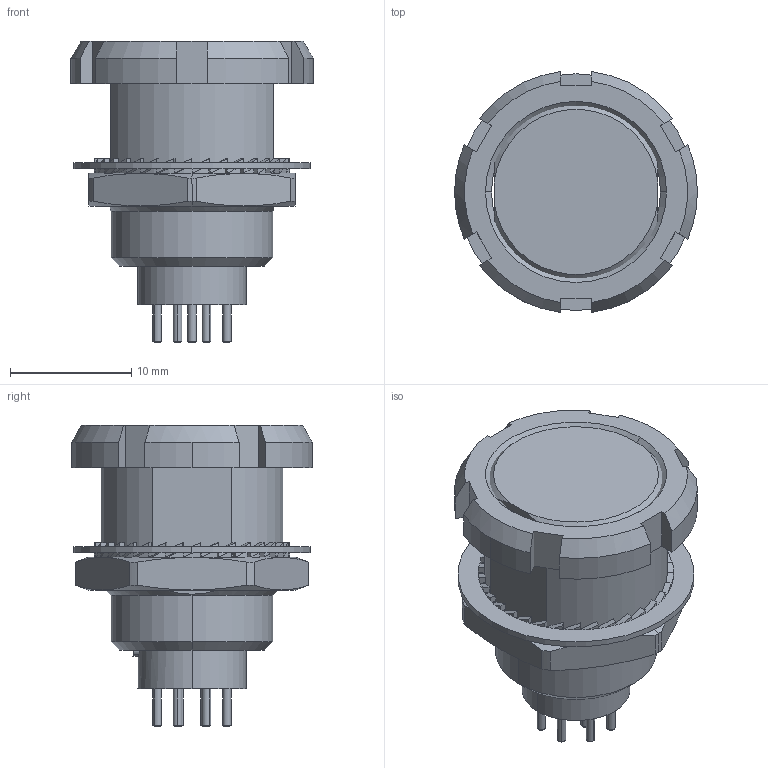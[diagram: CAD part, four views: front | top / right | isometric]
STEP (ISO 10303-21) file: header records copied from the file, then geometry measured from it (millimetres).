
FILE_DESCRIPTION(('STEP AP214'),'1');
FILE_NAME(' ',' ',('TraceParts'),('TraceParts S.A.'),'XStep 1.0',' ',' ');
FILE_SCHEMA(('automotive_design'));
Length unit declared in the file: millimetre
Products named in the file (4): ECZ.2B.310.CLN|ECZ.2B.310.CLN:1;ECZ.2B.310.CLN; ECZ.2B.310.CLN|GEG.2S.240.LC:1;GEG.2S.240.LC; ECZ.2B.310.CLN|GBA.2S.250.FN:1;GBA.2S.250.FN; ECZ.2B.310.CLN|GEA.2S.240.LN:1;GEA.2S.240.LN
Bounding box: 20 x 19.84 x 24.8 mm (x, y, z)
Volume: 3958.4 mm3; surface area: 2697 mm2
Topology: 4 solids, 4 shells, 429 faces, 1048 edges, 638 vertices
Faces by surface type: cylinder 187, plane 114, bspline 72, cone 56
Entity records: 25761 total; most frequent: CARTESIAN_POINT 4395, STYLED_ITEM 2119, PRESENTATION_STYLE_ASSIGNMENT 2119, COLOUR_RGB 2119, ORIENTED_EDGE 2096, DIRECTION 1764, EDGE_CURVE 1048, CURVE_STYLE 1048
